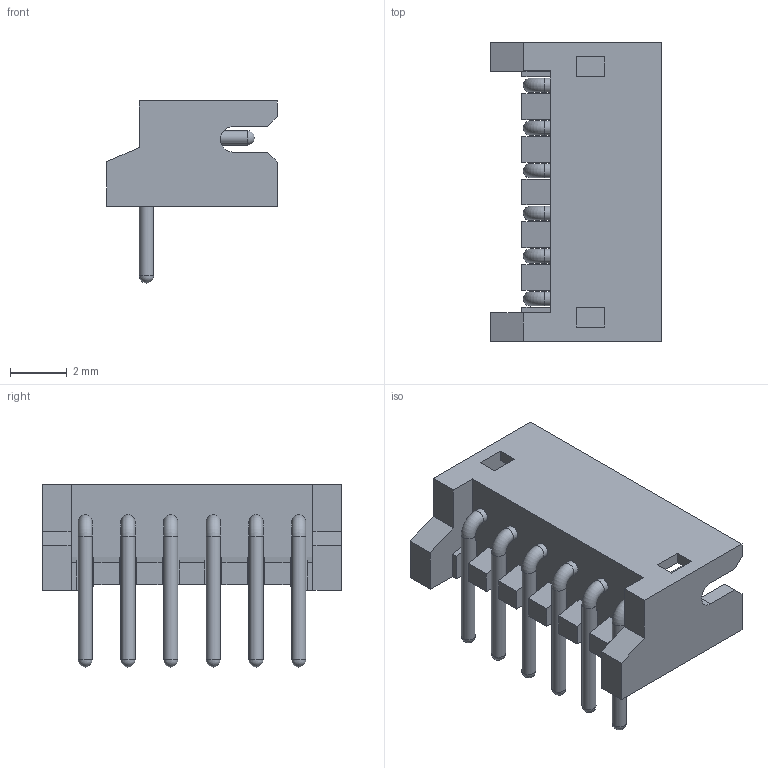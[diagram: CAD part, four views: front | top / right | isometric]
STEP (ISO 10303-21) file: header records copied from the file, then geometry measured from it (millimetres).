
FILE_DESCRIPTION(/* description */ (''),/* implementation_level */ '2;1');
FILE_NAME(/* name */ 'S6B-ZR.step',/* time_stamp */ '2023-11-06T21:00:11+03:00',/* author */ ('Sandman'),/* organization */ (''),/* preprocessor_version */ 'ST-DEVELOPER v18.1',/* originating_system */ 'Autodesk Inventor 2021',/* authorisation */ '');
FILE_SCHEMA (('AUTOMOTIVE_DESIGN { 1 0 10303 214 3 1 1 }'));
Length unit declared in the file: millimetre
Products named in the file (1): ZH_connector
Bounding box: 6 x 10.5 x 6.4 mm (x, y, z)
Volume: 74.1 mm3; surface area: 390.9 mm2
Topology: 1 solids, 1 shells, 104 faces, 304 edges, 200 vertices
Faces by surface type: plane 66, cylinder 20, sphere 12, torus 6
Full cylindrical faces by diameter (mm): 0.5 x18
Entity records: 3474 total; most frequent: CARTESIAN_POINT 597, ORIENTED_EDGE 584, DIRECTION 578, EDGE_CURVE 292, LINE 216, VECTOR 216, VERTEX_POINT 200, AXIS2_PLACEMENT_3D 181
